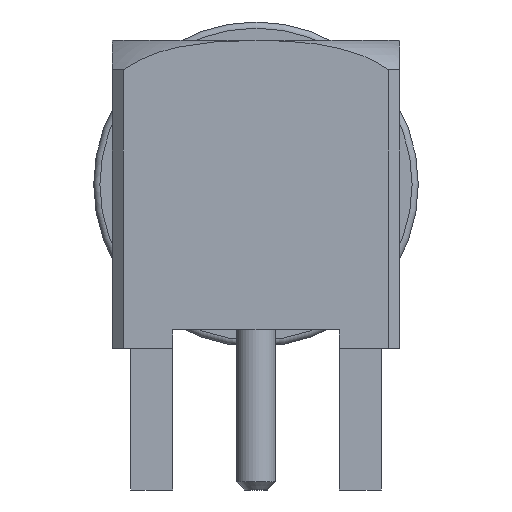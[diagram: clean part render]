
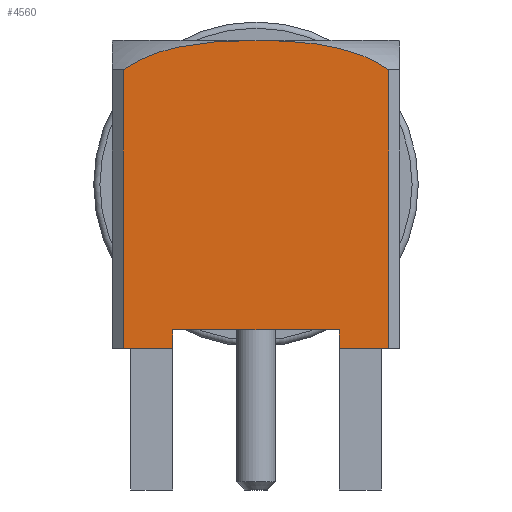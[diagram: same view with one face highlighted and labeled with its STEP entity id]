
A CAD part, left-side view. The second image highlights one B-rep face of the part: STEP entity #4560.
In plain terms, the highlighted planar face has unit normal (-1, 0, 0).
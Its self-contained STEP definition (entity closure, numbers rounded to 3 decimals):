
#76=B_SPLINE_CURVE_WITH_KNOTS('',3,(#8092,#8093,#8094,#8095,#8096),
 .UNSPECIFIED.,.F.,.F.,(4,1,4),(0.,0.002,
0.003),.UNSPECIFIED.);
#78=B_SPLINE_CURVE_WITH_KNOTS('',3,(#8133,#8134,#8135,#8136,#8137),
 .UNSPECIFIED.,.F.,.F.,(4,1,4),(0.018,0.02,0.022),
 .UNSPECIFIED.);
#259=PLANE('',#6257);
#472=LINE('',#8070,#834);
#476=LINE('',#8082,#838);
#482=LINE('',#8114,#844);
#485=LINE('',#8126,#847);
#497=LINE('',#8160,#859);
#498=LINE('',#8162,#860);
#499=LINE('',#8164,#861);
#834=VECTOR('',#6855,1000.);
#838=VECTOR('',#6861,1000.);
#844=VECTOR('',#6885,1000.);
#847=VECTOR('',#6890,1000.);
#859=VECTOR('',#6910,1000.);
#860=VECTOR('',#6913,1000.);
#861=VECTOR('',#6914,1000.);
#1406=ORIENTED_EDGE('',*,*,#2604,.F.);
#1407=ORIENTED_EDGE('',*,*,#2621,.F.);
#1408=ORIENTED_EDGE('',*,*,#2613,.T.);
#1409=ORIENTED_EDGE('',*,*,#2617,.T.);
#1410=ORIENTED_EDGE('',*,*,#2631,.F.);
#1411=ORIENTED_EDGE('',*,*,#2632,.F.);
#1412=ORIENTED_EDGE('',*,*,#2633,.T.);
#1413=ORIENTED_EDGE('',*,*,#2596,.T.);
#1414=ORIENTED_EDGE('',*,*,#2601,.T.);
#2596=EDGE_CURVE('',#3239,#3238,#472,.T.);
#2601=EDGE_CURVE('',#3238,#3241,#476,.T.);
#2604=EDGE_CURVE('',#3243,#3241,#76,.T.);
#2613=EDGE_CURVE('',#3249,#3250,#482,.T.);
#2617=EDGE_CURVE('',#3250,#3253,#485,.T.);
#2621=EDGE_CURVE('',#3249,#3243,#78,.T.);
#2631=EDGE_CURVE('',#3260,#3253,#497,.T.);
#2632=EDGE_CURVE('',#3261,#3260,#498,.T.);
#2633=EDGE_CURVE('',#3261,#3239,#499,.T.);
#3238=VERTEX_POINT('',#8069);
#3239=VERTEX_POINT('',#8071);
#3241=VERTEX_POINT('',#8081);
#3243=VERTEX_POINT('',#8091);
#3249=VERTEX_POINT('',#8115);
#3250=VERTEX_POINT('',#8116);
#3253=VERTEX_POINT('',#8127);
#3260=VERTEX_POINT('',#8159);
#3261=VERTEX_POINT('',#8163);
#3838=EDGE_LOOP('',(#1406,#1407,#1408,#1409,#1410,#1411,#1412,#1413,#1414));
#4168=FACE_BOUND('',#3838,.T.);
#4560=ADVANCED_FACE('',(#4168),#259,.F.);
#6257=AXIS2_PLACEMENT_3D('',#8161,#6911,#6912);
#6855=DIRECTION('',(0.,-1.,0.));
#6861=DIRECTION('',(0.,0.,1.));
#6885=DIRECTION('',(0.,0.,-1.));
#6890=DIRECTION('',(0.,-1.,0.));
#6910=DIRECTION('',(0.,0.,-1.));
#6911=DIRECTION('',(1.,0.,0.));
#6912=DIRECTION('',(0.,1.,0.));
#6913=DIRECTION('',(0.,1.,0.));
#6914=DIRECTION('',(0.,0.,-1.));
#8069=CARTESIAN_POINT('',(-3.5,-3.23,0.));
#8070=CARTESIAN_POINT('',(-3.5,3.5,0.));
#8071=CARTESIAN_POINT('',(-3.5,-2.03,0.));
#8081=CARTESIAN_POINT('',(-3.5,-3.23,6.788));
#8082=CARTESIAN_POINT('',(-3.5,-3.23,7.5));
#8091=CARTESIAN_POINT('',(-3.5,0.,7.5));
#8092=CARTESIAN_POINT('',(-3.5,0.,7.5));
#8093=CARTESIAN_POINT('',(-3.5,-0.561,7.5));
#8094=CARTESIAN_POINT('',(-3.5,-1.676,7.461));
#8095=CARTESIAN_POINT('',(-3.5,-2.774,7.111));
#8096=CARTESIAN_POINT('',(-3.5,-3.23,6.788));
#8114=CARTESIAN_POINT('',(-3.5,3.23,7.5));
#8115=CARTESIAN_POINT('',(-3.5,3.23,6.788));
#8116=CARTESIAN_POINT('',(-3.5,3.23,0.));
#8126=CARTESIAN_POINT('',(-3.5,3.5,0.));
#8127=CARTESIAN_POINT('',(-3.5,2.03,0.));
#8133=CARTESIAN_POINT('',(-3.5,3.23,6.788));
#8134=CARTESIAN_POINT('',(-3.5,2.774,7.111));
#8135=CARTESIAN_POINT('',(-3.5,1.684,7.46));
#8136=CARTESIAN_POINT('',(-3.5,0.561,7.5));
#8137=CARTESIAN_POINT('',(-3.5,0.,7.5));
#8159=CARTESIAN_POINT('',(-3.5,2.03,0.46));
#8160=CARTESIAN_POINT('',(-3.5,2.03,0.46));
#8161=CARTESIAN_POINT('',(-3.5,3.5,7.5));
#8162=CARTESIAN_POINT('',(-3.5,-2.03,0.46));
#8163=CARTESIAN_POINT('',(-3.5,-2.03,0.46));
#8164=CARTESIAN_POINT('',(-3.5,-2.03,0.46));
